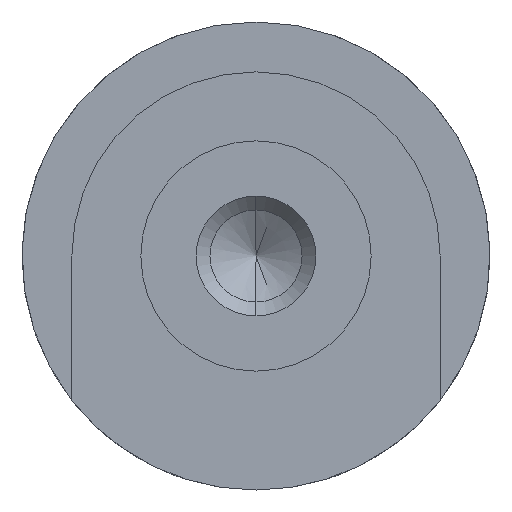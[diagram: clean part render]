
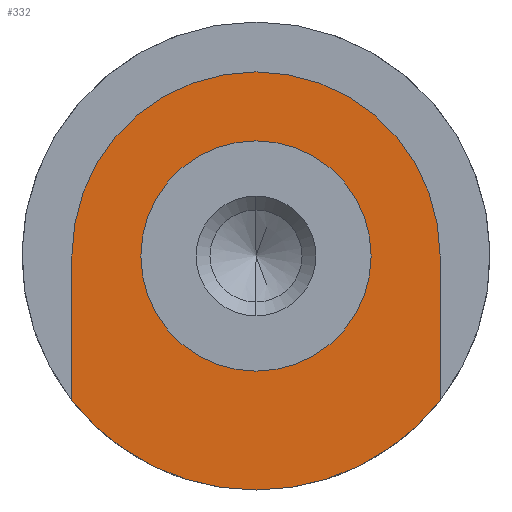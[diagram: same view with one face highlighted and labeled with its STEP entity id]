
A CAD part, left-side view. The second image highlights one B-rep face of the part: STEP entity #332.
In plain terms, the highlighted planar face has unit normal (-1, 0, 0).
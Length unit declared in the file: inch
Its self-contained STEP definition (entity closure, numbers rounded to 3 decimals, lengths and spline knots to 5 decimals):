
#9 = AXIS2_PLACEMENT_3D ( 'NONE', #851, #121, #131 ) ;
#12 = CARTESIAN_POINT ( 'NONE',  ( 0., -0.246, 0. ) ) ;
#99 = CARTESIAN_POINT ( 'NONE',  ( 0., 0., 0. ) ) ;
#118 = EDGE_LOOP ( 'NONE', ( #573, #451 ) ) ;
#121 = DIRECTION ( 'NONE',  ( -1., 0., 0. ) ) ;
#122 = CARTESIAN_POINT ( 'NONE',  ( 0., -0.3935, 0. ) ) ;
#123 = CIRCLE ( 'NONE', #9, 0.246 ) ;
#131 = DIRECTION ( 'NONE',  ( 0., -1., 0. ) ) ;
#139 = VECTOR ( 'NONE', #401, 39.37008 ) ;
#161 = VERTEX_POINT ( 'NONE', #122 ) ;
#169 = FACE_OUTER_BOUND ( 'NONE', #616, .T. ) ;
#172 = AXIS2_PLACEMENT_3D ( 'NONE', #801, #396, #635 ) ;
#184 = EDGE_CURVE ( 'NONE', #426, #461, #641, .T. ) ;
#207 = CIRCLE ( 'NONE', #474, 0.5 ) ;
#263 = EDGE_CURVE ( 'NONE', #870, #593, #319, .T. ) ;
#278 = EDGE_CURVE ( 'NONE', #161, #630, #561, .T. ) ;
#282 = DIRECTION ( 'NONE',  ( -1., 0., 0. ) ) ;
#285 = CARTESIAN_POINT ( 'NONE',  ( 0., 0.3935, -0.30848 ) ) ;
#313 = PLANE ( 'NONE',  #172 ) ;
#319 = LINE ( 'NONE', #642, #709 ) ;
#329 = CARTESIAN_POINT ( 'NONE',  ( 0., 0.3935, 0. ) ) ;
#332 = ADVANCED_FACE ( 'NONE', ( #883, #169 ), #313, .F. ) ;
#340 = ORIENTED_EDGE ( 'NONE', *, *, #562, .T. ) ;
#345 = DIRECTION ( 'NONE',  ( -1., 0., 0. ) ) ;
#363 = DIRECTION ( 'NONE',  ( 0., -1., 0. ) ) ;
#383 = VERTEX_POINT ( 'NONE', #565 ) ;
#396 = DIRECTION ( 'NONE',  ( 1., 0., 0. ) ) ;
#401 = DIRECTION ( 'NONE',  ( 0., 0., -1. ) ) ;
#414 = DIRECTION ( 'NONE',  ( 0., -1., 0. ) ) ;
#422 = CIRCLE ( 'NONE', #861, 0.3935 ) ;
#426 = VERTEX_POINT ( 'NONE', #900 ) ;
#451 = ORIENTED_EDGE ( 'NONE', *, *, #631, .F. ) ;
#461 = VERTEX_POINT ( 'NONE', #12 ) ;
#474 = AXIS2_PLACEMENT_3D ( 'NONE', #544, #947, #800 ) ;
#482 = CARTESIAN_POINT ( 'NONE',  ( 0., -0.3935, 0. ) ) ;
#528 = CARTESIAN_POINT ( 'NONE',  ( 0., 0., 0. ) ) ;
#532 = DIRECTION ( 'NONE',  ( 0., 0., 1. ) ) ;
#544 = CARTESIAN_POINT ( 'NONE',  ( 0., 0., 0. ) ) ;
#561 = LINE ( 'NONE', #482, #139 ) ;
#562 = EDGE_CURVE ( 'NONE', #383, #630, #606, .T. ) ;
#565 = CARTESIAN_POINT ( 'NONE',  ( 0., 0., -0.5 ) ) ;
#570 = AXIS2_PLACEMENT_3D ( 'NONE', #528, #607, #532 ) ;
#573 = ORIENTED_EDGE ( 'NONE', *, *, #184, .F. ) ;
#593 = VERTEX_POINT ( 'NONE', #285 ) ;
#606 = CIRCLE ( 'NONE', #570, 0.5 ) ;
#607 = DIRECTION ( 'NONE',  ( -1., 0., 0. ) ) ;
#616 = EDGE_LOOP ( 'NONE', ( #903, #916, #340, #730, #951 ) ) ;
#630 = VERTEX_POINT ( 'NONE', #922 ) ;
#631 = EDGE_CURVE ( 'NONE', #461, #426, #123, .T. ) ;
#635 = DIRECTION ( 'NONE',  ( 0., 0., -1. ) ) ;
#641 = CIRCLE ( 'NONE', #773, 0.246 ) ;
#642 = CARTESIAN_POINT ( 'NONE',  ( 0., 0.3935, 0. ) ) ;
#709 = VECTOR ( 'NONE', #948, 39.37008 ) ;
#716 = EDGE_CURVE ( 'NONE', #593, #383, #207, .T. ) ;
#730 = ORIENTED_EDGE ( 'NONE', *, *, #278, .F. ) ;
#773 = AXIS2_PLACEMENT_3D ( 'NONE', #1001, #282, #363 ) ;
#800 = DIRECTION ( 'NONE',  ( 0., 0., 1. ) ) ;
#801 = CARTESIAN_POINT ( 'NONE',  ( 0., 0.5, 0. ) ) ;
#851 = CARTESIAN_POINT ( 'NONE',  ( 0., 0., 0. ) ) ;
#861 = AXIS2_PLACEMENT_3D ( 'NONE', #99, #345, #414 ) ;
#870 = VERTEX_POINT ( 'NONE', #329 ) ;
#883 = FACE_BOUND ( 'NONE', #118, .T. ) ;
#898 = EDGE_CURVE ( 'NONE', #161, #870, #422, .T. ) ;
#900 = CARTESIAN_POINT ( 'NONE',  ( 0., 0.246, 0. ) ) ;
#903 = ORIENTED_EDGE ( 'NONE', *, *, #263, .T. ) ;
#916 = ORIENTED_EDGE ( 'NONE', *, *, #716, .T. ) ;
#922 = CARTESIAN_POINT ( 'NONE',  ( 0., -0.3935, -0.30848 ) ) ;
#947 = DIRECTION ( 'NONE',  ( -1., 0., 0. ) ) ;
#948 = DIRECTION ( 'NONE',  ( 0., 0., -1. ) ) ;
#951 = ORIENTED_EDGE ( 'NONE', *, *, #898, .T. ) ;
#1001 = CARTESIAN_POINT ( 'NONE',  ( 0., 0., 0. ) ) ;
